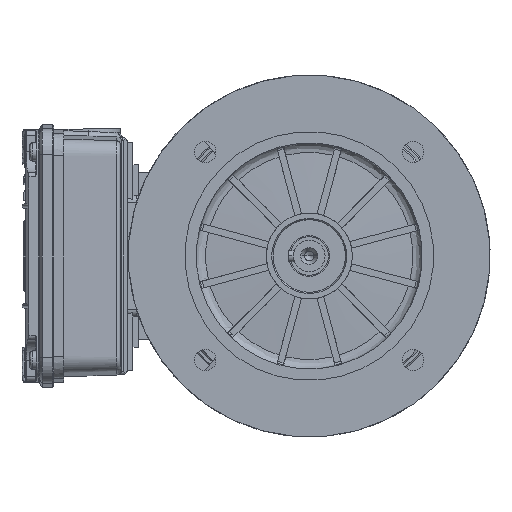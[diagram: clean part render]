
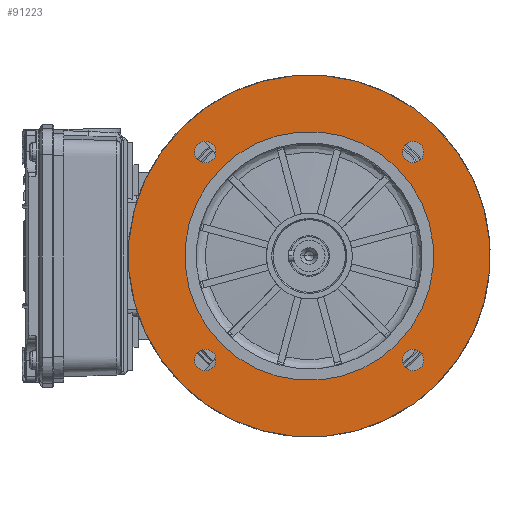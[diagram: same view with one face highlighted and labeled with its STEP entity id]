
A CAD part, left-side view. The second image highlights one B-rep face of the part: STEP entity #91223.
In plain terms, the highlighted planar face has unit normal (-1, 0, 0).
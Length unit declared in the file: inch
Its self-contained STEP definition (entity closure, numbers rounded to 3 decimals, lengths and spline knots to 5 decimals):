
#181 = ORIENTED_EDGE ( 'NONE', *, *, #3801, .T. ) ;
#1159 = VERTEX_POINT ( 'NONE', #5534 ) ;
#2494 = CARTESIAN_POINT ( 'NONE',  ( -3.56299, -1.67729, 1.67729 ) ) ;
#3043 = PLANE ( 'NONE',  #9237 ) ;
#3422 = DIRECTION ( 'NONE',  ( 1., 0., 0. ) ) ;
#3595 = AXIS2_PLACEMENT_3D ( 'NONE', #16864, #146956, #135183 ) ;
#3801 = EDGE_CURVE ( 'NONE', #54898, #151058, #16544, .T. ) ;
#4035 = AXIS2_PLACEMENT_3D ( 'NONE', #73000, #96556, #72241 ) ;
#5534 = CARTESIAN_POINT ( 'NONE',  ( -3.56299, -2.22711, 2.22711 ) ) ;
#5615 = AXIS2_PLACEMENT_3D ( 'NONE', #31128, #67948, #53883 ) ;
#6090 = CARTESIAN_POINT ( 'NONE',  ( -3.56299, -1.53114, 1.53114 ) ) ;
#9237 = AXIS2_PLACEMENT_3D ( 'NONE', #14011, #109666, #144909 ) ;
#9495 = DIRECTION ( 'NONE',  ( 1., 0., 0. ) ) ;
#9774 = VERTEX_POINT ( 'NONE', #132101 ) ;
#10902 = FACE_BOUND ( 'NONE', #96032, .T. ) ;
#14011 = CARTESIAN_POINT ( 'NONE',  ( -3.56299, 1.53114, 1.53114 ) ) ;
#14582 = CARTESIAN_POINT ( 'NONE',  ( -3.56299, 1.80953, -1.80953 ) ) ;
#15543 = CIRCLE ( 'NONE', #5615, 0.18701 ) ;
#16544 = CIRCLE ( 'NONE', #4035, 0.18701 ) ;
#16574 = CIRCLE ( 'NONE', #81791, 3.14961 ) ;
#16864 = CARTESIAN_POINT ( 'NONE',  ( -3.56299, 0., 0. ) ) ;
#19922 = DIRECTION ( 'NONE',  ( 1., 0., 0. ) ) ;
#19959 = ORIENTED_EDGE ( 'NONE', *, *, #47769, .T. ) ;
#20045 = ORIENTED_EDGE ( 'NONE', *, *, #73398, .T. ) ;
#20930 = CARTESIAN_POINT ( 'NONE',  ( -3.56299, -1.94176, 1.94176 ) ) ;
#26954 = DIRECTION ( 'NONE',  ( 0., 0.707, -0.707 ) ) ;
#27058 = DIRECTION ( 'NONE',  ( 1., 0., 0. ) ) ;
#31128 = CARTESIAN_POINT ( 'NONE',  ( -3.56299, 1.80953, -1.80953 ) ) ;
#32988 = EDGE_CURVE ( 'NONE', #1159, #79669, #16574, .T. ) ;
#34521 = FACE_BOUND ( 'NONE', #140693, .T. ) ;
#39745 = EDGE_CURVE ( 'NONE', #108298, #135223, #113814, .T. ) ;
#40267 = EDGE_LOOP ( 'NONE', ( #145274, #90254 ) ) ;
#41457 = AXIS2_PLACEMENT_3D ( 'NONE', #43456, #19922, #42683 ) ;
#42683 = DIRECTION ( 'NONE',  ( 0., 0.707, -0.707 ) ) ;
#43456 = CARTESIAN_POINT ( 'NONE',  ( -3.56299, -1.80953, 1.80953 ) ) ;
#44854 = DIRECTION ( 'NONE',  ( -1., 0., 0. ) ) ;
#46223 = FACE_OUTER_BOUND ( 'NONE', #81730, .T. ) ;
#47769 = EDGE_CURVE ( 'NONE', #79669, #1159, #150570, .T. ) ;
#48389 = EDGE_CURVE ( 'NONE', #9774, #154801, #15543, .T. ) ;
#52841 = CARTESIAN_POINT ( 'NONE',  ( -3.56299, 1.80953, 1.80953 ) ) ;
#53883 = DIRECTION ( 'NONE',  ( 0., 0.707, -0.707 ) ) ;
#53937 = ORIENTED_EDGE ( 'NONE', *, *, #137337, .T. ) ;
#54898 = VERTEX_POINT ( 'NONE', #111228 ) ;
#60299 = VERTEX_POINT ( 'NONE', #20930 ) ;
#61935 = AXIS2_PLACEMENT_3D ( 'NONE', #14582, #124294, #62400 ) ;
#62400 = DIRECTION ( 'NONE',  ( 0., 0.707, -0.707 ) ) ;
#65357 = DIRECTION ( 'NONE',  ( 1., 0., 0. ) ) ;
#65538 = VERTEX_POINT ( 'NONE', #123018 ) ;
#65746 = ORIENTED_EDGE ( 'NONE', *, *, #85164, .T. ) ;
#66260 = ORIENTED_EDGE ( 'NONE', *, *, #39745, .T. ) ;
#66832 = ORIENTED_EDGE ( 'NONE', *, *, #151556, .T. ) ;
#67654 = EDGE_CURVE ( 'NONE', #154801, #9774, #102038, .T. ) ;
#67948 = DIRECTION ( 'NONE',  ( 1., 0., 0. ) ) ;
#68363 = CARTESIAN_POINT ( 'NONE',  ( -3.56299, 0., 0. ) ) ;
#69096 = DIRECTION ( 'NONE',  ( -1., 0., 0. ) ) ;
#72241 = DIRECTION ( 'NONE',  ( 0., 0.707, -0.707 ) ) ;
#73000 = CARTESIAN_POINT ( 'NONE',  ( -3.56299, -1.80953, -1.80953 ) ) ;
#73398 = EDGE_CURVE ( 'NONE', #135223, #108298, #138762, .T. ) ;
#74009 = CARTESIAN_POINT ( 'NONE',  ( -3.56299, -1.80953, -1.80953 ) ) ;
#74899 = DIRECTION ( 'NONE',  ( 0., 0.707, -0.707 ) ) ;
#79669 = VERTEX_POINT ( 'NONE', #91726 ) ;
#80484 = DIRECTION ( 'NONE',  ( 0., -0.707, 0.707 ) ) ;
#81730 = EDGE_LOOP ( 'NONE', ( #147432, #19959 ) ) ;
#81791 = AXIS2_PLACEMENT_3D ( 'NONE', #68363, #44854, #92715 ) ;
#85164 = EDGE_CURVE ( 'NONE', #126978, #65538, #90451, .T. ) ;
#86362 = AXIS2_PLACEMENT_3D ( 'NONE', #152518, #91475, #80484 ) ;
#90254 = ORIENTED_EDGE ( 'NONE', *, *, #48389, .T. ) ;
#90451 = CIRCLE ( 'NONE', #112872, 0.18701 ) ;
#90530 = CARTESIAN_POINT ( 'NONE',  ( -3.56299, 1.94176, -1.94176 ) ) ;
#91223 = ADVANCED_FACE ( 'NONE', ( #105817, #46223, #118337, #34521, #10902, #121411 ), #3043, .T. ) ;
#91248 = AXIS2_PLACEMENT_3D ( 'NONE', #134405, #27058, #74899 ) ;
#91475 = DIRECTION ( 'NONE',  ( 1., 0., 0. ) ) ;
#91726 = CARTESIAN_POINT ( 'NONE',  ( -3.56299, 2.22711, -2.22711 ) ) ;
#92715 = DIRECTION ( 'NONE',  ( 0., -0.707, 0.707 ) ) ;
#96032 = EDGE_LOOP ( 'NONE', ( #66832, #104300 ) ) ;
#96556 = DIRECTION ( 'NONE',  ( 1., 0., 0. ) ) ;
#102038 = CIRCLE ( 'NONE', #61935, 0.18701 ) ;
#102226 = DIRECTION ( 'NONE',  ( 0., 0.707, -0.707 ) ) ;
#102836 = DIRECTION ( 'NONE',  ( 0., -0.707, 0.707 ) ) ;
#104300 = ORIENTED_EDGE ( 'NONE', *, *, #149041, .T. ) ;
#104809 = EDGE_CURVE ( 'NONE', #151058, #54898, #144673, .T. ) ;
#105817 = FACE_BOUND ( 'NONE', #107255, .T. ) ;
#107255 = EDGE_LOOP ( 'NONE', ( #20045, #66260 ) ) ;
#108298 = VERTEX_POINT ( 'NONE', #129182 ) ;
#109666 = DIRECTION ( 'NONE',  ( -1., 0., 0. ) ) ;
#111228 = CARTESIAN_POINT ( 'NONE',  ( -3.56299, -1.94176, -1.67729 ) ) ;
#112322 = ORIENTED_EDGE ( 'NONE', *, *, #104809, .T. ) ;
#112872 = AXIS2_PLACEMENT_3D ( 'NONE', #52841, #65357, #102226 ) ;
#113814 = CIRCLE ( 'NONE', #86362, 2.16535 ) ;
#116915 = CARTESIAN_POINT ( 'NONE',  ( -3.56299, -1.80953, 1.80953 ) ) ;
#117206 = AXIS2_PLACEMENT_3D ( 'NONE', #74009, #3422, #26954 ) ;
#117350 = CARTESIAN_POINT ( 'NONE',  ( -3.56299, 1.67729, 1.94176 ) ) ;
#118337 = FACE_BOUND ( 'NONE', #129691, .T. ) ;
#121411 = FACE_BOUND ( 'NONE', #40267, .T. ) ;
#122084 = CARTESIAN_POINT ( 'NONE',  ( -3.56299, -1.67729, -1.94176 ) ) ;
#123018 = CARTESIAN_POINT ( 'NONE',  ( -3.56299, 1.94176, 1.67729 ) ) ;
#124294 = DIRECTION ( 'NONE',  ( 1., 0., 0. ) ) ;
#126978 = VERTEX_POINT ( 'NONE', #117350 ) ;
#129141 = CIRCLE ( 'NONE', #141582, 0.18701 ) ;
#129182 = CARTESIAN_POINT ( 'NONE',  ( -3.56299, 1.53114, -1.53114 ) ) ;
#129691 = EDGE_LOOP ( 'NONE', ( #112322, #181 ) ) ;
#132101 = CARTESIAN_POINT ( 'NONE',  ( -3.56299, 1.67729, -1.67729 ) ) ;
#134405 = CARTESIAN_POINT ( 'NONE',  ( -3.56299, 1.80953, 1.80953 ) ) ;
#135183 = DIRECTION ( 'NONE',  ( 0., -0.707, 0.707 ) ) ;
#135223 = VERTEX_POINT ( 'NONE', #6090 ) ;
#137337 = EDGE_CURVE ( 'NONE', #65538, #126978, #141187, .T. ) ;
#138630 = VERTEX_POINT ( 'NONE', #2494 ) ;
#138762 = CIRCLE ( 'NONE', #3595, 2.16535 ) ;
#139091 = CIRCLE ( 'NONE', #41457, 0.18701 ) ;
#139630 = CARTESIAN_POINT ( 'NONE',  ( -3.56299, 0., 0. ) ) ;
#140670 = AXIS2_PLACEMENT_3D ( 'NONE', #139630, #69096, #102836 ) ;
#140693 = EDGE_LOOP ( 'NONE', ( #53937, #65746 ) ) ;
#141187 = CIRCLE ( 'NONE', #91248, 0.18701 ) ;
#141582 = AXIS2_PLACEMENT_3D ( 'NONE', #116915, #9495, #152909 ) ;
#144673 = CIRCLE ( 'NONE', #117206, 0.18701 ) ;
#144909 = DIRECTION ( 'NONE',  ( 0., -0.707, 0.707 ) ) ;
#145274 = ORIENTED_EDGE ( 'NONE', *, *, #67654, .T. ) ;
#146956 = DIRECTION ( 'NONE',  ( 1., 0., 0. ) ) ;
#147432 = ORIENTED_EDGE ( 'NONE', *, *, #32988, .T. ) ;
#149041 = EDGE_CURVE ( 'NONE', #60299, #138630, #129141, .T. ) ;
#150570 = CIRCLE ( 'NONE', #140670, 3.14961 ) ;
#151058 = VERTEX_POINT ( 'NONE', #122084 ) ;
#151556 = EDGE_CURVE ( 'NONE', #138630, #60299, #139091, .T. ) ;
#152518 = CARTESIAN_POINT ( 'NONE',  ( -3.56299, 0., 0. ) ) ;
#152909 = DIRECTION ( 'NONE',  ( 0., 0.707, -0.707 ) ) ;
#154801 = VERTEX_POINT ( 'NONE', #90530 ) ;
